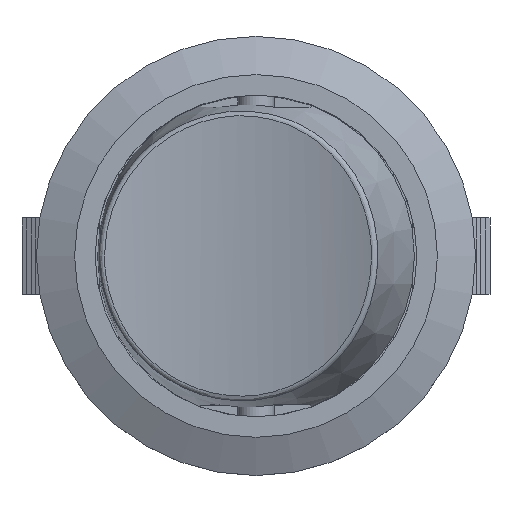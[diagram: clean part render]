
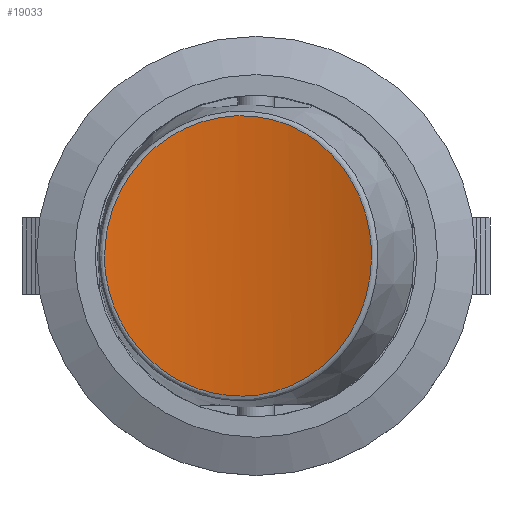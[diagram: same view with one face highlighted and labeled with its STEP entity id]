
A CAD part, top view. The second image highlights one B-rep face of the part: STEP entity #19033.
In plain terms, the highlighted cylindrical face has radius 27.555 mm (diameter 55.109 mm), a partial arc.
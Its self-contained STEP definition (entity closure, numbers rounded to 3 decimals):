
#1760=B_SPLINE_CURVE_WITH_KNOTS('',3,(#92436,#92437,#92438,#92439,#92440,
#92441,#92442,#92443,#92444,#92445,#92446,#92447,#92448,#92449,#92450,#92451,
#92452,#92453),.UNSPECIFIED.,.T.,.F.,(4,1,1,1,1,1,1,1,1,1,1,1,1,1,1,4),
(2.279,2.605,2.931,3.256,3.582,
3.907,4.233,4.45,4.884,5.21,
5.291,5.535,5.861,6.187,6.512,
6.838),.UNSPECIFIED.);
#1877=CYLINDRICAL_SURFACE('',#20087,27.555);
#3010=FACE_OUTER_BOUND('',#4166,.T.);
#4166=EDGE_LOOP('',(#17394));
#8934=VERTEX_POINT('',#92434);
#11757=EDGE_CURVE('',#8934,#8934,#1760,.T.);
#17394=ORIENTED_EDGE('',*,*,#11757,.F.);
#19033=ADVANCED_FACE('',(#3010),#1877,.F.);
#20087=AXIS2_PLACEMENT_3D('',#92517,#23419,#23420);
#23419=DIRECTION('center_axis',(0.,1.,0.));
#23420=DIRECTION('ref_axis',(0.096,0.,0.995));
#92434=CARTESIAN_POINT('',(-7.932,-0.004,2.785));
#92436=CARTESIAN_POINT('Ctrl Pts',(-7.932,-0.004,
2.785));
#92437=CARTESIAN_POINT('Ctrl Pts',(-7.933,1.082,2.785));
#92438=CARTESIAN_POINT('Ctrl Pts',(-7.444,3.256,2.737));
#92439=CARTESIAN_POINT('Ctrl Pts',(-5.398,5.9,2.643));
#92440=CARTESIAN_POINT('Ctrl Pts',(-2.412,7.408,2.799));
#92441=CARTESIAN_POINT('Ctrl Pts',(0.857,7.405,3.375));
#92442=CARTESIAN_POINT('Ctrl Pts',(3.709,5.904,4.249));
#92443=CARTESIAN_POINT('Ctrl Pts',(5.391,3.553,4.946));
#92444=CARTESIAN_POINT('Ctrl Pts',(6.268,0.395,5.356));
#92445=CARTESIAN_POINT('Ctrl Pts',(5.819,-2.963,5.131));
#92446=CARTESIAN_POINT('Ctrl Pts',(4.182,-5.239,4.445));
#92447=CARTESIAN_POINT('Ctrl Pts',(2.527,-6.526,3.887));
#92448=CARTESIAN_POINT('Ctrl Pts',(0.58,-7.408,3.326));
#92449=CARTESIAN_POINT('Ctrl Pts',(-2.414,-7.404,
2.8));
#92450=CARTESIAN_POINT('Ctrl Pts',(-5.387,-5.908,
2.643));
#92451=CARTESIAN_POINT('Ctrl Pts',(-7.443,-3.261,
2.737));
#92452=CARTESIAN_POINT('Ctrl Pts',(-7.932,-1.09,
2.785));
#92453=CARTESIAN_POINT('Ctrl Pts',(-7.932,-0.004,
2.785));
#92517=CARTESIAN_POINT('Origin',(-5.566,0.,
30.238));
